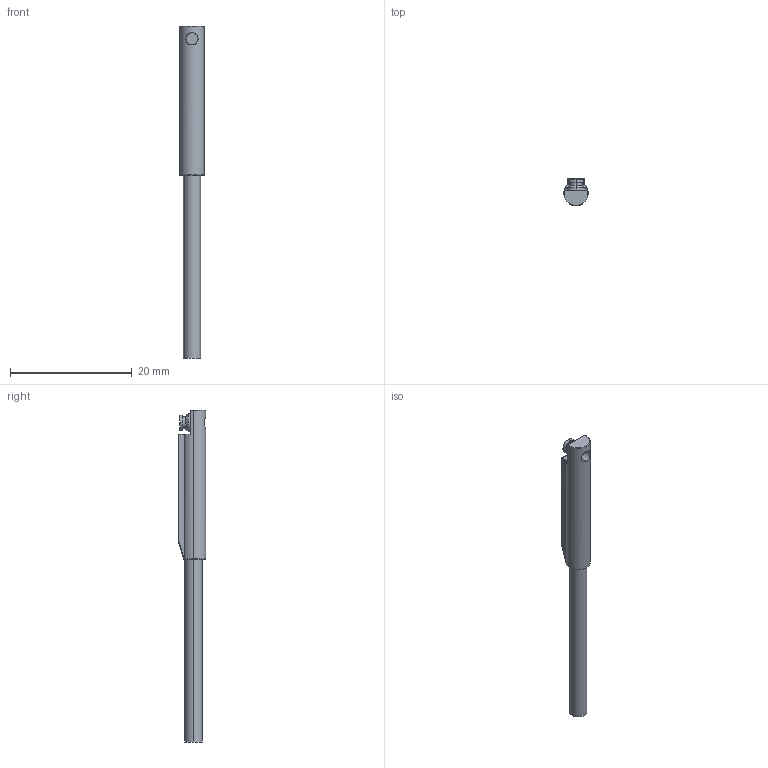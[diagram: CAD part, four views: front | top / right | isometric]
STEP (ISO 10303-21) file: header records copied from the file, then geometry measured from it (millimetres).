
FILE_DESCRIPTION (( 'STEP AP203' ), '1' );
FILE_NAME ('MR-C8.STEP', '2018-08-08T08:00:08', ( 'XiaZaiMa.COM' ), ( 'Win10NeT.COM' ), 'SwSTEP 2.0', 'SolidWorks 2016', '' );
FILE_SCHEMA (( 'CONFIG_CONTROL_DESIGN' ));
Length unit declared in the file: millimetre
Products named in the file (1): MR-C8
Bounding box: 4 x 4.5 x 54.5 mm (x, y, z)
Volume: 509.7 mm3; surface area: 656 mm2
Topology: 1 solids, 1 shells, 67 faces, 146 edges, 80 vertices
Faces by surface type: cylinder 28, plane 17, torus 10, sphere 8, cone 2, bspline 2
Entity records: 2007 total; most frequent: CARTESIAN_POINT 476, DIRECTION 338, ORIENTED_EDGE 280, AXIS2_PLACEMENT_3D 142, EDGE_CURVE 140, VERTEX_POINT 80, CIRCLE 76, EDGE_LOOP 72
